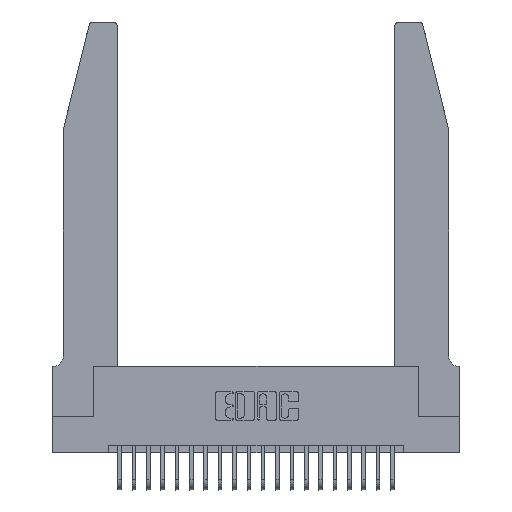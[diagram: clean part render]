
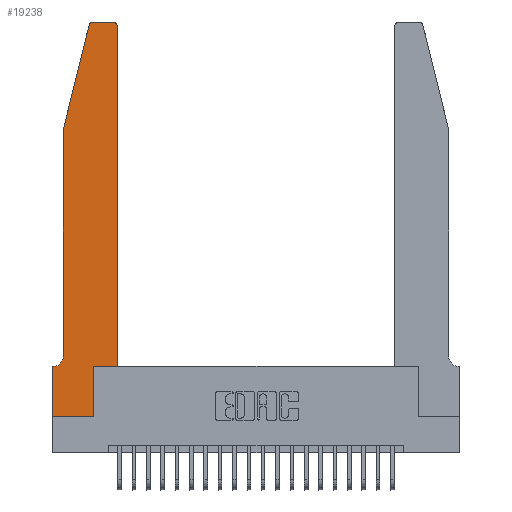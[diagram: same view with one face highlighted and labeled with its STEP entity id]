
A CAD part, top view. The second image highlights one B-rep face of the part: STEP entity #19238.
In plain terms, the highlighted planar face has unit normal (0, 0, 1).
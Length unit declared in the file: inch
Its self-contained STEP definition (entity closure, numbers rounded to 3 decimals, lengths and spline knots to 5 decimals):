
#62 = ORIENTED_EDGE ( 'NONE', *, *, #4732, .T. ) ;
#939 = CARTESIAN_POINT ( 'NONE',  ( 0.284, 2.72, 0.37 ) ) ;
#1138 = FACE_OUTER_BOUND ( 'NONE', #12554, .T. ) ;
#1726 = VERTEX_POINT ( 'NONE', #1727 ) ;
#1727 = CARTESIAN_POINT ( 'NONE',  ( 0.0055, 0.35, 0.37 ) ) ;
#2245 = DIRECTION ( 'NONE',  ( 0., -1., 0. ) ) ;
#2346 = CARTESIAN_POINT ( 'NONE',  ( 0., 0., 0.37 ) ) ;
#2745 = VECTOR ( 'NONE', #19484, 39.37008 ) ;
#2760 = CIRCLE ( 'NONE', #18198, 0.03 ) ;
#2845 = CARTESIAN_POINT ( 'NONE',  ( 0.4205, 2.75, 0.37 ) ) ;
#3081 = ORIENTED_EDGE ( 'NONE', *, *, #24570, .T. ) ;
#3652 = CIRCLE ( 'NONE', #10111, 0.07 ) ;
#3959 = CARTESIAN_POINT ( 'NONE',  ( 0.4505, 2.72, 0.37 ) ) ;
#3991 = CARTESIAN_POINT ( 'NONE',  ( 0.2865, 0.35, 0.37 ) ) ;
#4709 = VERTEX_POINT ( 'NONE', #3959 ) ;
#4732 = EDGE_CURVE ( 'NONE', #20042, #13966, #18236, .T. ) ;
#5177 = CARTESIAN_POINT ( 'NONE',  ( 0.284, 2.75, 0.37 ) ) ;
#5264 = CARTESIAN_POINT ( 'NONE',  ( 0., 0., 0.37 ) ) ;
#5273 = CARTESIAN_POINT ( 'NONE',  ( 0.2865, 0., 0.37 ) ) ;
#5457 = EDGE_CURVE ( 'NONE', #4709, #18720, #13722, .T. ) ;
#5738 = CARTESIAN_POINT ( 'NONE',  ( 0.2865, 0.35, 0.37 ) ) ;
#5907 = ORIENTED_EDGE ( 'NONE', *, *, #20882, .T. ) ;
#6417 = EDGE_CURVE ( 'NONE', #14988, #24233, #20081, .T. ) ;
#7220 = EDGE_CURVE ( 'NONE', #13966, #16849, #14821, .T. ) ;
#7884 = VERTEX_POINT ( 'NONE', #5264 ) ;
#8216 = EDGE_CURVE ( 'NONE', #17418, #20042, #2760, .T. ) ;
#8682 = EDGE_CURVE ( 'NONE', #23141, #14988, #24205, .T. ) ;
#9126 = DIRECTION ( 'NONE',  ( 0., 1., 0. ) ) ;
#9697 = DIRECTION ( 'NONE',  ( 1., 0., 0. ) ) ;
#9841 = EDGE_CURVE ( 'NONE', #24233, #4709, #10804, .T. ) ;
#10009 = CARTESIAN_POINT ( 'NONE',  ( 0.0755, 0.35, 0.37 ) ) ;
#10111 = AXIS2_PLACEMENT_3D ( 'NONE', #18819, #24410, #10790 ) ;
#10153 = ORIENTED_EDGE ( 'NONE', *, *, #9841, .T. ) ;
#10399 = VERTEX_POINT ( 'NONE', #14279 ) ;
#10650 = DIRECTION ( 'NONE',  ( 1., 0., 0. ) ) ;
#10790 = DIRECTION ( 'NONE',  ( -1., 0., 0. ) ) ;
#10804 = LINE ( 'NONE', #10975, #25063 ) ;
#10975 = CARTESIAN_POINT ( 'NONE',  ( 0.4505, 0.35, 0.37 ) ) ;
#11923 = CARTESIAN_POINT ( 'NONE',  ( 0., 0., 0.37 ) ) ;
#12433 = ORIENTED_EDGE ( 'NONE', *, *, #8216, .T. ) ;
#12554 = EDGE_LOOP ( 'NONE', ( #24592, #12433, #62, #18918, #15906, #3081, #5907, #21201, #14230, #24544, #10153, #22604 ) ) ;
#12578 = DIRECTION ( 'NONE',  ( 1., 0., 0. ) ) ;
#12911 = CARTESIAN_POINT ( 'NONE',  ( 0.0755, 2., 0.37 ) ) ;
#13052 = CARTESIAN_POINT ( 'NONE',  ( 0.25487, 2.72718, 0.37 ) ) ;
#13070 = VECTOR ( 'NONE', #16701, 39.37008 ) ;
#13587 = DIRECTION ( 'NONE',  ( -1., 0., 0. ) ) ;
#13722 = CIRCLE ( 'NONE', #18827, 0.03 ) ;
#13966 = VERTEX_POINT ( 'NONE', #23774 ) ;
#14230 = ORIENTED_EDGE ( 'NONE', *, *, #8682, .T. ) ;
#14279 = CARTESIAN_POINT ( 'NONE',  ( 0., 0.35, 0.37 ) ) ;
#14337 = LINE ( 'NONE', #11923, #24084 ) ;
#14522 = VECTOR ( 'NONE', #17916, 39.37008 ) ;
#14716 = DIRECTION ( 'NONE',  ( 0., 0., 1. ) ) ;
#14821 = LINE ( 'NONE', #23826, #22438 ) ;
#14988 = VERTEX_POINT ( 'NONE', #3991 ) ;
#15470 = DIRECTION ( 'NONE',  ( 0., 1., 0. ) ) ;
#15569 = AXIS2_PLACEMENT_3D ( 'NONE', #22148, #22228, #10650 ) ;
#15679 = CARTESIAN_POINT ( 'NONE',  ( 0.2605, 2.75, 0.37 ) ) ;
#15906 = ORIENTED_EDGE ( 'NONE', *, *, #18162, .T. ) ;
#16701 = DIRECTION ( 'NONE',  ( -0.239, -0.971, 0. ) ) ;
#16849 = VERTEX_POINT ( 'NONE', #21919 ) ;
#16986 = LINE ( 'NONE', #15679, #14522 ) ;
#17418 = VERTEX_POINT ( 'NONE', #5177 ) ;
#17548 = LINE ( 'NONE', #10009, #18160 ) ;
#17841 = VECTOR ( 'NONE', #15470, 39.37008 ) ;
#17916 = DIRECTION ( 'NONE',  ( -1., 0., 0. ) ) ;
#18160 = VECTOR ( 'NONE', #13587, 39.37008 ) ;
#18162 = EDGE_CURVE ( 'NONE', #16849, #1726, #3652, .T. ) ;
#18198 = AXIS2_PLACEMENT_3D ( 'NONE', #939, #22231, #12578 ) ;
#18236 = LINE ( 'NONE', #12911, #13070 ) ;
#18437 = EDGE_CURVE ( 'NONE', #7884, #23141, #23619, .T. ) ;
#18596 = PLANE ( 'NONE',  #15569 ) ;
#18704 = CARTESIAN_POINT ( 'NONE',  ( 0.4505, 0.35, 0.37 ) ) ;
#18720 = VERTEX_POINT ( 'NONE', #2845 ) ;
#18819 = CARTESIAN_POINT ( 'NONE',  ( 0.0055, 0.42, 0.37 ) ) ;
#18827 = AXIS2_PLACEMENT_3D ( 'NONE', #24254, #14716, #22374 ) ;
#18918 = ORIENTED_EDGE ( 'NONE', *, *, #7220, .T. ) ;
#19238 = ADVANCED_FACE ( 'NONE', ( #1138 ), #18596, .T. ) ;
#19484 = DIRECTION ( 'NONE',  ( 1., 0., 0. ) ) ;
#20017 = DIRECTION ( 'NONE',  ( 0., -1., 0. ) ) ;
#20042 = VERTEX_POINT ( 'NONE', #13052 ) ;
#20081 = LINE ( 'NONE', #21249, #21575 ) ;
#20882 = EDGE_CURVE ( 'NONE', #10399, #7884, #14337, .T. ) ;
#21201 = ORIENTED_EDGE ( 'NONE', *, *, #18437, .T. ) ;
#21249 = CARTESIAN_POINT ( 'NONE',  ( 0.4505, 0.35, 0.37 ) ) ;
#21575 = VECTOR ( 'NONE', #9697, 39.37008 ) ;
#21919 = CARTESIAN_POINT ( 'NONE',  ( 0.0755, 0.42, 0.37 ) ) ;
#22148 = CARTESIAN_POINT ( 'NONE',  ( 0., 0.35, 0.37 ) ) ;
#22228 = DIRECTION ( 'NONE',  ( 0., 0., 1. ) ) ;
#22231 = DIRECTION ( 'NONE',  ( 0., 0., 1. ) ) ;
#22374 = DIRECTION ( 'NONE',  ( 1., 0., 0. ) ) ;
#22438 = VECTOR ( 'NONE', #20017, 39.37008 ) ;
#22604 = ORIENTED_EDGE ( 'NONE', *, *, #5457, .T. ) ;
#23141 = VERTEX_POINT ( 'NONE', #5273 ) ;
#23355 = EDGE_CURVE ( 'NONE', #18720, #17418, #16986, .T. ) ;
#23619 = LINE ( 'NONE', #2346, #2745 ) ;
#23774 = CARTESIAN_POINT ( 'NONE',  ( 0.0755, 2., 0.37 ) ) ;
#23826 = CARTESIAN_POINT ( 'NONE',  ( 0.0755, 2., 0.37 ) ) ;
#24084 = VECTOR ( 'NONE', #2245, 39.37008 ) ;
#24205 = LINE ( 'NONE', #5738, #17841 ) ;
#24233 = VERTEX_POINT ( 'NONE', #18704 ) ;
#24254 = CARTESIAN_POINT ( 'NONE',  ( 0.4205, 2.72, 0.37 ) ) ;
#24410 = DIRECTION ( 'NONE',  ( 0., 0., -1. ) ) ;
#24544 = ORIENTED_EDGE ( 'NONE', *, *, #6417, .T. ) ;
#24570 = EDGE_CURVE ( 'NONE', #1726, #10399, #17548, .T. ) ;
#24592 = ORIENTED_EDGE ( 'NONE', *, *, #23355, .T. ) ;
#25063 = VECTOR ( 'NONE', #9126, 39.37008 ) ;
